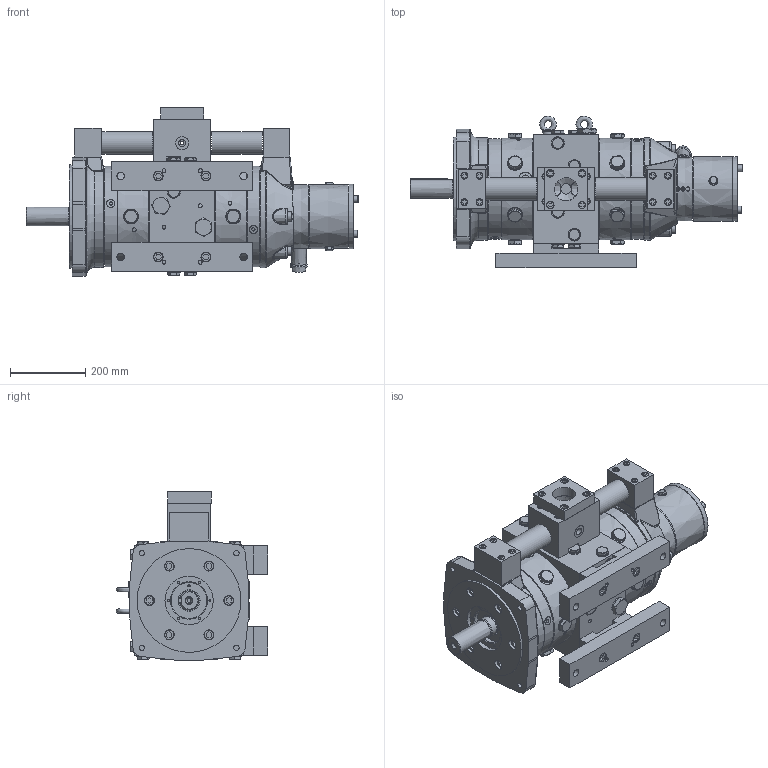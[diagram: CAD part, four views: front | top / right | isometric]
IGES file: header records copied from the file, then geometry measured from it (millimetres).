
Global section: file name: No Iges File Name specified; native system: Autodesk Inventor 2012; preprocessor: AutoDesk Inventor Iges Exporter R2012; author: JGroves; date: 20151218.134617; units: inch
Bounding box: 879.83 x 401.47 x 446.25 mm (x, y, z)
Surface area: 2330744.2 mm2 (no closed solid volume)
Topology: 0 solids, 2 shells, 891 faces, 6833 edges, 6650 vertices
Faces by surface type: plane 578, revolution 269, bspline 44
